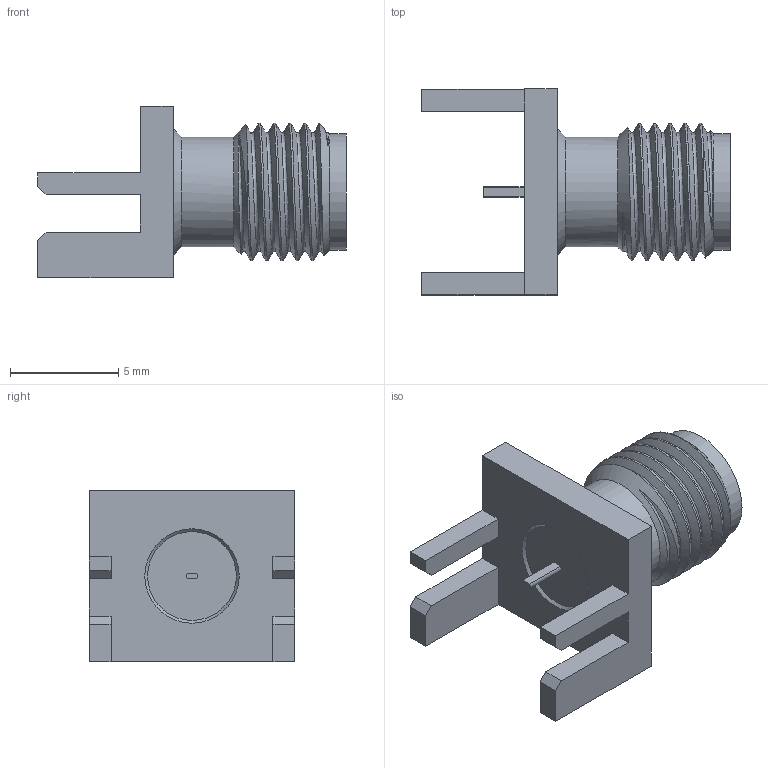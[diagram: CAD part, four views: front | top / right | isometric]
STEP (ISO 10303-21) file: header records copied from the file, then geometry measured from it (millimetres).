
FILE_DESCRIPTION( ( 'STEP AP214' ), '1' );
FILE_NAME( 'psolqas_1980_0.stp', '2020-08-18T10:52:41', ( 'License CC BY-ND 4.0' ), ( 'CADENAS' ), ' ', 'PARTsolutions', ' ' );
FILE_SCHEMA( ( 'AUTOMOTIVE_DESIGN { 1 0 10303 214 1 1 1 1 }' ) );
Length unit declared in the file: metre
Products named in the file (1): 1
Bounding box: 14.27 x 9.53 x 7.92 mm (x, y, z)
Volume: 302.5 mm3; surface area: 531 mm2
Topology: 1 solids, 1 shells, 46 faces, 117 edges, 77 vertices
Faces by surface type: plane 30, cylinder 7, cone 6, bspline 3
Full cylindrical faces by diameter (mm): 0.991 x1, 4.674 x1, 5.08 x1, 5.385 x1
Entity records: 2899 total; most frequent: CARTESIAN_POINT 1514, ORIENTED_EDGE 202, DIRECTION 194, EDGE_CURVE 101, LINE 74, VECTOR 74, VERTEX_POINT 72, AXIS2_PLACEMENT_3D 60
